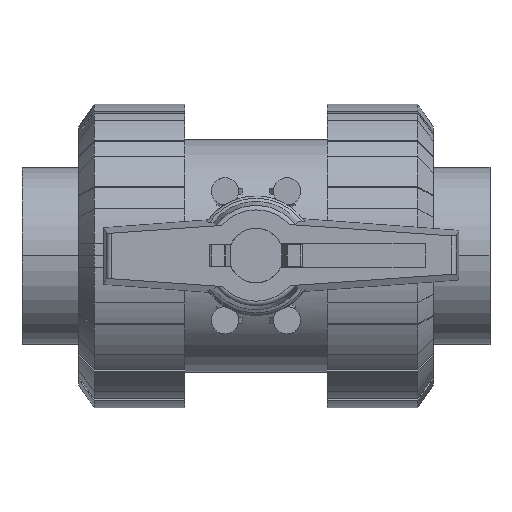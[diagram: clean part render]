
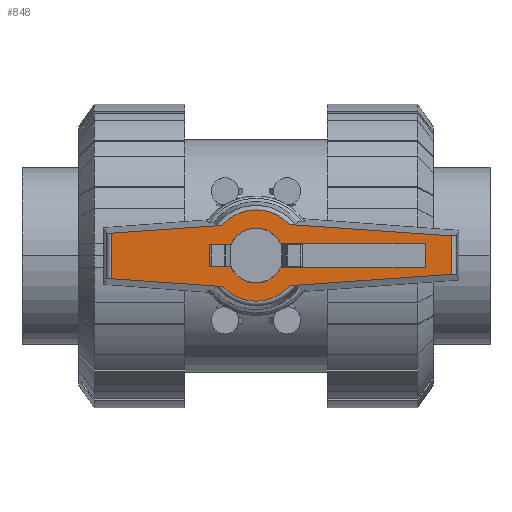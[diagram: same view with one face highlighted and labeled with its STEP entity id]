
A CAD part, top view. The second image highlights one B-rep face of the part: STEP entity #848.
In plain terms, the highlighted planar face has unit normal (0, 0, 1).
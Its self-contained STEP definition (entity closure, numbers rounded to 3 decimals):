
#848=ADVANCED_FACE('',(#1967,#1968),#1969,.T.);
#1967=FACE_BOUND('',#3429,.T.);
#1968=FACE_OUTER_BOUND('',#3430,.T.);
#1969=PLANE('',#3431);
#3429=EDGE_LOOP('',(#5576,#5577,#5578,#5579,#5580,#5581,#5582,#5583));
#3430=EDGE_LOOP('',(#5584,#5585,#5586,#5587,#5588,#5589,#5590,#5591));
#3431=AXIS2_PLACEMENT_3D('',#5592,#5593,#5594);
#5576=ORIENTED_EDGE('',*,*,#9265,.T.);
#5577=ORIENTED_EDGE('',*,*,#9336,.T.);
#5578=ORIENTED_EDGE('',*,*,#9443,.T.);
#5579=ORIENTED_EDGE('',*,*,#9451,.T.);
#5580=ORIENTED_EDGE('',*,*,#9247,.T.);
#5581=ORIENTED_EDGE('',*,*,#9187,.T.);
#5582=ORIENTED_EDGE('',*,*,#9178,.T.);
#5583=ORIENTED_EDGE('',*,*,#9256,.T.);
#5584=ORIENTED_EDGE('',*,*,#9400,.T.);
#5585=ORIENTED_EDGE('',*,*,#9555,.T.);
#5586=ORIENTED_EDGE('',*,*,#9497,.T.);
#5587=ORIENTED_EDGE('',*,*,#9504,.F.);
#5588=ORIENTED_EDGE('',*,*,#9432,.T.);
#5589=ORIENTED_EDGE('',*,*,#9535,.T.);
#5590=ORIENTED_EDGE('',*,*,#9478,.T.);
#5591=ORIENTED_EDGE('',*,*,#9485,.T.);
#5592=CARTESIAN_POINT('',(9.557,0.0,177.0));
#5593=DIRECTION('',(0.0,0.0,1.0));
#5594=DIRECTION('',(1.0,0.0,0.0));
#9178=EDGE_CURVE('',#11028,#11029,#11030,.T.);
#9187=EDGE_CURVE('',#11043,#11028,#11044,.T.);
#9247=EDGE_CURVE('',#11140,#11043,#11141,.T.);
#9256=EDGE_CURVE('',#11029,#11154,#11155,.T.);
#9265=EDGE_CURVE('',#11154,#11165,#11166,.T.);
#9336=EDGE_CURVE('',#11165,#11257,#11259,.T.);
#9400=EDGE_CURVE('',#11367,#11365,#11368,.T.);
#9432=EDGE_CURVE('',#11422,#11420,#11423,.T.);
#9443=EDGE_CURVE('',#11257,#11440,#11441,.T.);
#9451=EDGE_CURVE('',#11440,#11140,#11450,.T.);
#9478=EDGE_CURVE('',#11487,#11485,#11488,.T.);
#9485=EDGE_CURVE('',#11485,#11367,#11498,.T.);
#9497=EDGE_CURVE('',#11515,#11513,#11516,.T.);
#9504=EDGE_CURVE('',#11422,#11513,#11526,.T.);
#9535=EDGE_CURVE('',#11420,#11487,#11563,.T.);
#9555=EDGE_CURVE('',#11365,#11515,#11583,.T.);
#11028=VERTEX_POINT('',#13747);
#11029=VERTEX_POINT('',#13748);
#11030=LINE('',#13749,#13750);
#11043=VERTEX_POINT('',#13769);
#11044=LINE('',#13770,#13771);
#11140=VERTEX_POINT('',#13900);
#11141=CIRCLE('',#13901,11.429);
#11154=VERTEX_POINT('',#13916);
#11155=LINE('',#13917,#13918);
#11165=VERTEX_POINT('',#13933);
#11166=CIRCLE('',#13934,11.429);
#11257=VERTEX_POINT('',#14058);
#11259=LINE('',#14061,#14062);
#11365=VERTEX_POINT('',#14367);
#11367=VERTEX_POINT('',#14394);
#11368=LINE('',#14395,#14396);
#11420=VERTEX_POINT('',#14562);
#11422=VERTEX_POINT('',#14589);
#11423=LINE('',#14590,#14591);
#11440=VERTEX_POINT('',#14613);
#11441=LINE('',#14614,#14615);
#11450=LINE('',#14627,#14628);
#11485=VERTEX_POINT('',#14673);
#11487=VERTEX_POINT('',#14675);
#11488=LINE('',#14676,#14677);
#11498=LINE('',#14749,#14750);
#11513=VERTEX_POINT('',#14769);
#11515=VERTEX_POINT('',#14771);
#11516=LINE('',#14772,#14773);
#11526=LINE('',#14845,#14846);
#11563=CIRCLE('',#14955,19.113);
#11583=CIRCLE('',#14975,19.113);
#13747=CARTESIAN_POINT('',(70.833,5.0,177.0));
#13748=CARTESIAN_POINT('',(70.833,-5.0,177.0));
#13749=CARTESIAN_POINT('',(70.833,0.0,177.0));
#13750=VECTOR('',#19103,1.0);
#13769=CARTESIAN_POINT('',(10.277,5.0,177.0));
#13770=CARTESIAN_POINT('',(22.487,5.0,177.0));
#13771=VECTOR('',#19110,1.0);
#13900=CARTESIAN_POINT('',(-10.505,4.5,177.0));
#13901=AXIS2_PLACEMENT_3D('',#19198,#19199,#19200);
#13916=CARTESIAN_POINT('',(10.277,-5.0,177.0));
#13917=CARTESIAN_POINT('',(22.487,-5.0,177.0));
#13918=VECTOR('',#19215,1.0);
#13933=CARTESIAN_POINT('',(-10.505,-4.5,177.0));
#13934=AXIS2_PLACEMENT_3D('',#19221,#19222,#19223);
#14058=CARTESIAN_POINT('',(-19.333,-4.5,177.0));
#14061=CARTESIAN_POINT('',(-2.829,-4.5,177.0));
#14062=VECTOR('',#19291,1.0);
#14367=CARTESIAN_POINT('',(-14.032,-12.977,177.0));
#14394=CARTESIAN_POINT('',(-60.662,-9.716,177.0));
#14395=CARTESIAN_POINT('',(-4.413,-13.65,177.0));
#14396=VECTOR('',#19345,1.0);
#14562=CARTESIAN_POINT('',(14.032,12.977,177.0));
#14589=CARTESIAN_POINT('',(81.912,8.23,177.0));
#14590=CARTESIAN_POINT('',(43.917,10.887,177.0));
#14591=VECTOR('',#19373,1.0);
#14613=CARTESIAN_POINT('',(-19.333,4.5,177.0));
#14614=CARTESIAN_POINT('',(-19.333,6.75,177.0));
#14615=VECTOR('',#19388,1.0);
#14627=CARTESIAN_POINT('',(-2.829,4.5,177.0));
#14628=VECTOR('',#19395,1.0);
#14673=CARTESIAN_POINT('',(-60.662,9.362,177.0));
#14675=CARTESIAN_POINT('',(-14.373,12.599,177.0));
#14676=CARTESIAN_POINT('',(-3.135,13.384,177.0));
#14677=VECTOR('',#19427,1.0);
#14749=CARTESIAN_POINT('',(-60.662,18.0,177.0));
#14750=VECTOR('',#19429,1.0);
#14769=CARTESIAN_POINT('',(81.912,-7.876,177.0));
#14771=CARTESIAN_POINT('',(14.373,-12.599,177.0));
#14772=CARTESIAN_POINT('',(45.145,-10.447,177.0));
#14773=VECTOR('',#19443,1.0);
#14845=CARTESIAN_POINT('',(81.912,18.0,177.0));
#14846=VECTOR('',#19445,1.0);
#14955=AXIS2_PLACEMENT_3D('',#19480,#19481,#19482);
#14975=AXIS2_PLACEMENT_3D('',#19507,#19508,#19509);
#19103=DIRECTION('',(0.0,-1.0,0.0));
#19110=DIRECTION('',(1.0,0.0,-0.0));
#19198=CARTESIAN_POINT('',(0.0,0.0,177.0));
#19199=DIRECTION('',(0.0,0.0,-1.0));
#19200=DIRECTION('',(1.0,0.0,0.0));
#19215=DIRECTION('',(-1.0,0.0,0.0));
#19221=CARTESIAN_POINT('',(0.0,0.0,177.0));
#19222=DIRECTION('',(0.0,0.0,-1.0));
#19223=DIRECTION('',(1.0,0.0,0.0));
#19291=DIRECTION('',(-1.0,0.0,0.0));
#19345=DIRECTION('',(0.998,-0.07,0.0));
#19373=DIRECTION('',(-0.998,0.07,0.0));
#19388=DIRECTION('',(0.0,1.0,-0.0));
#19395=DIRECTION('',(1.0,0.0,0.0));
#19427=DIRECTION('',(-0.998,-0.07,0.0));
#19429=DIRECTION('',(0.0,-1.0,0.0));
#19443=DIRECTION('',(0.998,0.07,-0.0));
#19445=DIRECTION('',(0.0,-1.0,0.0));
#19480=CARTESIAN_POINT('',(0.0,0.0,177.0));
#19481=DIRECTION('',(0.0,0.0,1.0));
#19482=DIRECTION('',(1.0,0.0,0.0));
#19507=CARTESIAN_POINT('',(0.0,0.0,177.0));
#19508=DIRECTION('',(0.0,0.0,1.0));
#19509=DIRECTION('',(1.0,0.0,0.0));
